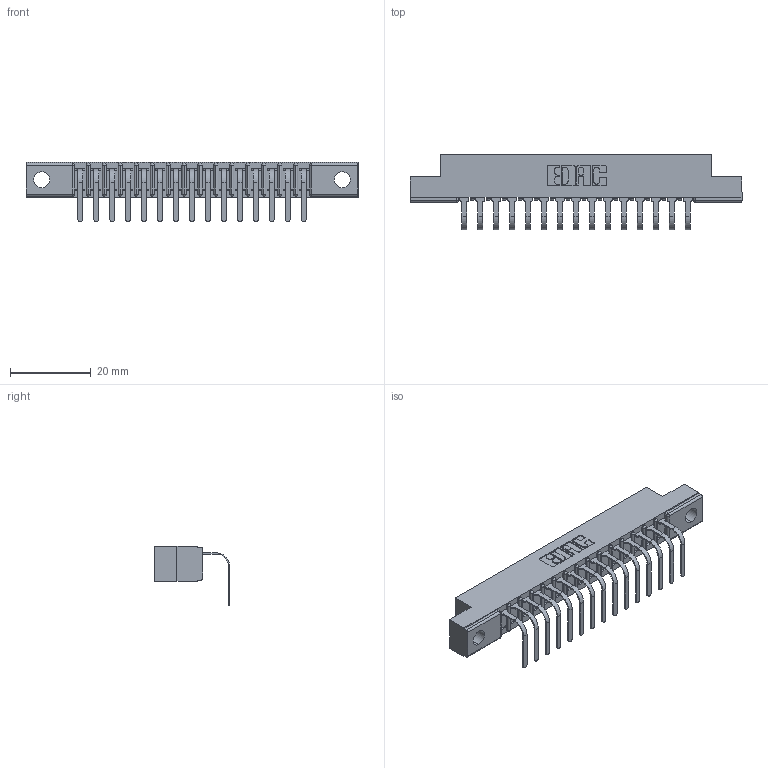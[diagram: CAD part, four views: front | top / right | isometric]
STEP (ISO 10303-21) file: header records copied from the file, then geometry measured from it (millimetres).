
FILE_DESCRIPTION (( 'STEP AP203' ), '1' );
FILE_NAME ('357-015-458-102.STEP', '2022-07-18T23:19:02', ( '' ), ( '' ), 'SwSTEP 2.0', 'SolidWorks 2020', '' );
FILE_SCHEMA (( 'CONFIG_CONTROL_DESIGN' ));
Length unit declared in the file: inch
Products named in the file (3): 307 Part_.128 Dia Mounting Holes; 307-290-001_558 - 2 (Single); 357-015-458-102
Assembly tree (16 placements, depth 2):
  357-015-458-102
    307 Part_.128 Dia Mounting Holes
    307-290-001_558 - 2 (Single)  x15
Bounding box: 82.45 x 18.78 x 14.81 mm (x, y, z)
Volume: 5196.8 mm3; surface area: 7999.8 mm2
Topology: 16 solids, 16 shells, 1034 faces, 2933 edges, 1890 vertices
Faces by surface type: plane 655, cylinder 347, sphere 32
Entity records: 16294 total; most frequent: CARTESIAN_POINT 2736, ORIENTED_EDGE 2722, DIRECTION 2677, EDGE_CURVE 1361, VECTOR 1031, LINE 1031, VERTEX_POINT 882, AXIS2_PLACEMENT_3D 823
